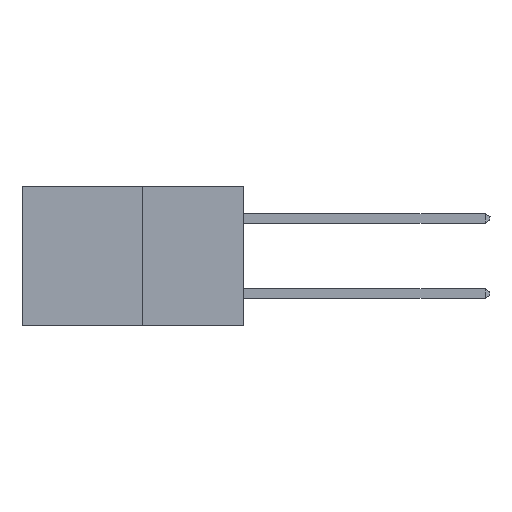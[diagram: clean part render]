
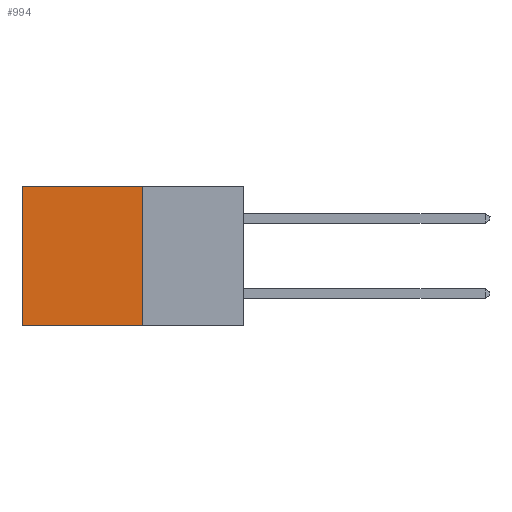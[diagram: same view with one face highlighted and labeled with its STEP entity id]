
A CAD part, left-side view. The second image highlights one B-rep face of the part: STEP entity #994.
In plain terms, the highlighted planar face has unit normal (-1, 0, 0).
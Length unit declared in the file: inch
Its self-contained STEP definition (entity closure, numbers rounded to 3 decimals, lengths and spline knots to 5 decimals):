
#284 = DIRECTION ( 'NONE',  ( 0., 1., 0. ) ) ;
#462 = VERTEX_POINT ( 'NONE', #15547 ) ;
#585 = EDGE_CURVE ( 'NONE', #462, #10738, #3955, .T. ) ;
#587 = AXIS2_PLACEMENT_3D ( 'NONE', #931, #871, #7967 ) ;
#871 = DIRECTION ( 'NONE',  ( 1., 0., 0. ) ) ;
#931 = CARTESIAN_POINT ( 'NONE',  ( 0.277, 0.27, -0.37 ) ) ;
#994 = ADVANCED_FACE ( 'NONE', ( #5147 ), #11570, .F. ) ;
#1272 = VECTOR ( 'NONE', #15729, 39.37008 ) ;
#2548 = EDGE_CURVE ( 'NONE', #462, #12888, #6286, .T. ) ;
#2612 = EDGE_CURVE ( 'NONE', #10738, #14464, #14401, .T. ) ;
#3158 = ORIENTED_EDGE ( 'NONE', *, *, #2612, .T. ) ;
#3538 = LINE ( 'NONE', #11605, #8565 ) ;
#3685 = ORIENTED_EDGE ( 'NONE', *, *, #15612, .F. ) ;
#3955 = LINE ( 'NONE', #9025, #22899 ) ;
#5106 = VECTOR ( 'NONE', #7051, 39.37008 ) ;
#5147 = FACE_OUTER_BOUND ( 'NONE', #17814, .T. ) ;
#5182 = CARTESIAN_POINT ( 'NONE',  ( 0.277, 0.59, -0.37 ) ) ;
#6286 = LINE ( 'NONE', #14880, #1272 ) ;
#7051 = DIRECTION ( 'NONE',  ( 0., 0., -1. ) ) ;
#7967 = DIRECTION ( 'NONE',  ( 0., 0., -1. ) ) ;
#8249 = ORIENTED_EDGE ( 'NONE', *, *, #2548, .F. ) ;
#8298 = CARTESIAN_POINT ( 'NONE',  ( 0.277, 0.59, 0. ) ) ;
#8565 = VECTOR ( 'NONE', #284, 39.37008 ) ;
#8601 = DIRECTION ( 'NONE',  ( 0., 1., 0. ) ) ;
#9025 = CARTESIAN_POINT ( 'NONE',  ( 0.277, 0.27, 0. ) ) ;
#9184 = ORIENTED_EDGE ( 'NONE', *, *, #585, .T. ) ;
#10738 = VERTEX_POINT ( 'NONE', #8298 ) ;
#11570 = PLANE ( 'NONE',  #587 ) ;
#11605 = CARTESIAN_POINT ( 'NONE',  ( 0.277, 0.27, -0.37 ) ) ;
#12888 = VERTEX_POINT ( 'NONE', #21061 ) ;
#14401 = LINE ( 'NONE', #5182, #5106 ) ;
#14464 = VERTEX_POINT ( 'NONE', #17264 ) ;
#14880 = CARTESIAN_POINT ( 'NONE',  ( 0.277, 0.27, -0.37 ) ) ;
#15547 = CARTESIAN_POINT ( 'NONE',  ( 0.277, 0.27, 0. ) ) ;
#15612 = EDGE_CURVE ( 'NONE', #12888, #14464, #3538, .T. ) ;
#15729 = DIRECTION ( 'NONE',  ( 0., 0., -1. ) ) ;
#17264 = CARTESIAN_POINT ( 'NONE',  ( 0.277, 0.59, -0.37 ) ) ;
#17814 = EDGE_LOOP ( 'NONE', ( #3158, #3685, #8249, #9184 ) ) ;
#21061 = CARTESIAN_POINT ( 'NONE',  ( 0.277, 0.27, -0.37 ) ) ;
#22899 = VECTOR ( 'NONE', #8601, 39.37008 ) ;
